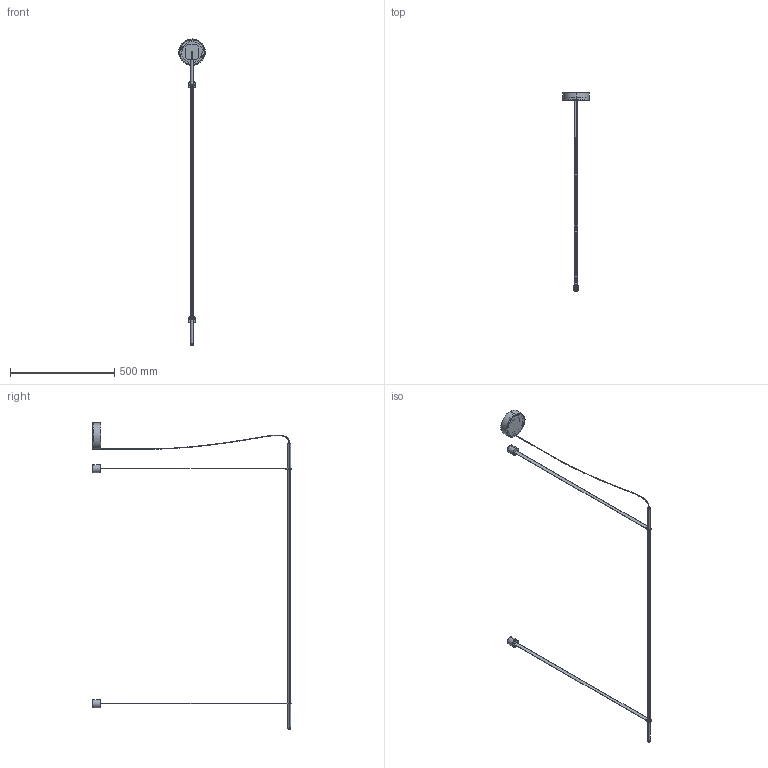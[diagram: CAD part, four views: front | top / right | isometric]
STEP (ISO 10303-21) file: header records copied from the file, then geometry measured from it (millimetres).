
FILE_DESCRIPTION (( 'STEP AP214' ), '1' );
FILE_NAME ('Pablo Designs, Share CAD, T.O, Pendant.STEP', '2023-02-04T00:07:22', ( '' ), ( '' ), 'SwSTEP 2.0', 'SolidWorks 2019', '' );
FILE_SCHEMA (( 'AUTOMOTIVE_DESIGN' ));
Length unit declared in the file: inch
Products named in the file (30): 026-6.stp; T.O, Pendant, V8.2, Lamp, Webbing Suspension; T.O, Pendant, V7, Lamp, Cable Cap; t_o__pendant__webbing_bracket___20220728.stp; t_o__pendant__canopy_20220728.stp; Pablo Designs, Share CAD, T.O, Pendant; PAN-HEAD-SCREW_4-40X6.stp; DRIVER__LTF__40W__DA40W24V-F3.stp; T.O Floor, Lens_Standard Floor, 1125mm; T_O__PENDANT__CANOPY_BOTT-13343.stp; TO-13; T.O, Pendant, V8.2, Webbing Support Molded Eye; PRT0092.stp; 23-00265.stp; FLAT_4-40_SCREW_X8.stp; T.O, Pendant, V7.3, Webbing Support; t_o__pendant__webbing_bracket___20220728; PAN-HEAD-SCREW_4-40X8.stp; DU15W12VA5.stp; T.O, Pendant, V7.5, Body, Length Studies_54in; T_O__PENDANT__CANOPY__MOUNT_PLA.stp; HEX_NUT_SCREW.stp; t_o__pendant__canopy_20220728; T.O, Pendant, V8, Power Cable; T.O Pendant, Webbing Support, Bracket Cover; FLAT_4-40_SCREW_X6.stp; T.O, Pendant, V7.4, Webbing Bracket, 072922
Assembly tree (40 placements, depth 4):
  Pablo Designs, Share CAD, T.O, Pendant
    T.O, Pendant, V8.2, Lamp, Webbing Suspension
      T.O, Pendant, V7.3, Webbing Support
      T.O, Pendant, V8.2, Webbing Support Molded Eye
    T.O, Pendant, V8, Power Cable
    t_o__pendant__webbing_bracket___20220728
      t_o__pendant__webbing_bracket___20220728.stp
        23-00265.stp
        FLAT_4-40_SCREW_X6.stp
    T.O, Pendant, V8.2, Lamp, Webbing Suspension
      T.O, Pendant, V7.3, Webbing Support
      T.O, Pendant, V8.2, Webbing Support Molded Eye
    t_o__pendant__webbing_bracket___20220728
      t_o__pendant__webbing_bracket___20220728.stp
        23-00265.stp
        FLAT_4-40_SCREW_X6.stp
    T.O, Pendant, V7, Lamp, Cable Cap
    T.O Floor, Lens_Standard Floor, 1125mm
    T.O, Pendant, V7.5, Body, Length Studies_54in
    TO-13
    t_o__pendant__canopy_20220728
      t_o__pendant__canopy_20220728.stp
        T_O__PENDANT__CANOPY_BOTT-13343.stp
        DRIVER__LTF__40W__DA40W24V-F3.stp
        DU15W12VA5.stp
        026-6.stp
        PRT0092.stp
        PAN-HEAD-SCREW_4-40X6.stp  x4
        PAN-HEAD-SCREW_4-40X8.stp  x2
        FLAT_4-40_SCREW_X8.stp  x2
        HEX_NUT_SCREW.stp
        T_O__PENDANT__CANOPY__MOUNT_PLA.stp
    T.O, Pendant, V7.4, Webbing Bracket, 072922  x2
    T.O Pendant, Webbing Support, Bracket Cover  x2
Bounding box: 127 x 955.23 x 1470.26 mm (x, y, z)
Volume: 327139.5 mm3; surface area: 359803.6 mm2
Topology: 30 solids, 43 shells, 1088 faces, 2785 edges, 1788 vertices
Faces by surface type: plane 511, cylinder 354, torus 108, cone 57, sphere 40, bspline 18
Entity records: 27291 total; most frequent: CARTESIAN_POINT 7332, DIRECTION 3868, ORIENTED_EDGE 3706, EDGE_CURVE 1875, AXIS2_PLACEMENT_3D 1491, VERTEX_POINT 1200, LINE 886, VECTOR 886
